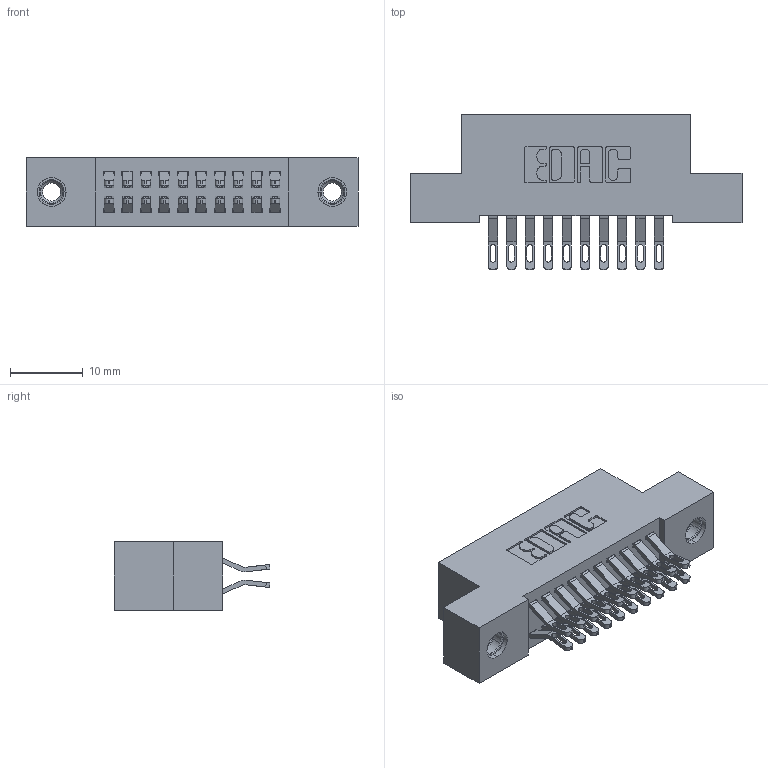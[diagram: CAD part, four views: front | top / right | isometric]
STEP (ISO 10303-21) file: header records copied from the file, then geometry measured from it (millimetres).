
FILE_DESCRIPTION (( 'STEP AP203' ), '1' );
FILE_NAME ('392-020-555-207.STEP', '2019-10-07T05:22:48', ( '' ), ( '' ), 'SwSTEP 2.0', 'SolidWorks 2016', '' );
FILE_SCHEMA (( 'CONFIG_CONTROL_DESIGN' ));
Length unit declared in the file: inch
Products named in the file (4): 342 Part_TI; 345-292-001_555 Tail; 345-250-001_345-250-005-103; 392-020-555-207
Assembly tree (23 placements, depth 2):
  392-020-555-207
    342 Part_TI
    345-292-001_555 Tail  x20
    345-250-001_345-250-005-103  x2
Bounding box: 45.72 x 21.47 x 9.4 mm (x, y, z)
Volume: 3999.4 mm3; surface area: 5940.8 mm2
Topology: 23 solids, 23 shells, 1330 faces, 4095 edges, 2722 vertices
Faces by surface type: plane 778, cylinder 536, cone 12, torus 4
Entity records: 11952 total; most frequent: CARTESIAN_POINT 2035, ORIENTED_EDGE 1934, DIRECTION 1797, EDGE_CURVE 967, VECTOR 799, LINE 799, VERTEX_POINT 640, AXIS2_PLACEMENT_3D 499
